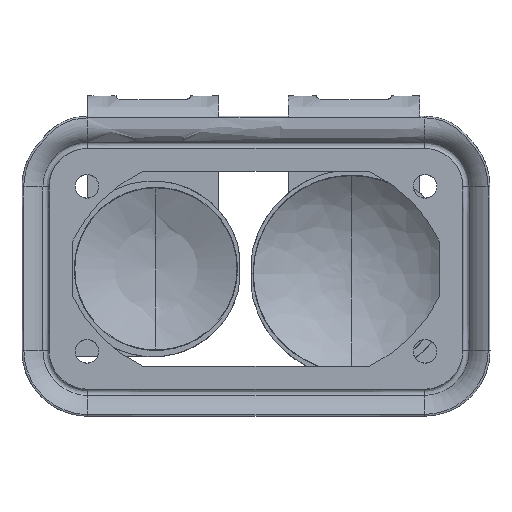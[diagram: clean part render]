
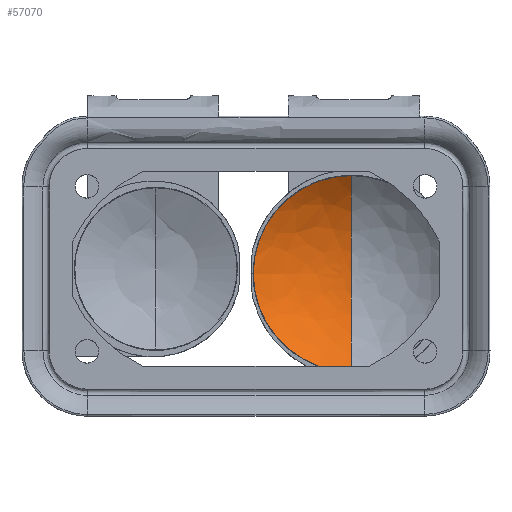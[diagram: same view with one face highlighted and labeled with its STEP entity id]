
A CAD part, top view. The second image highlights one B-rep face of the part: STEP entity #57070.
In plain terms, the highlighted free-form (B-spline) face has degree [3, 3] with [4, 4] control points.
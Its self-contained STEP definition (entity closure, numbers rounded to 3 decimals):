
#20386=CARTESIAN_POINT('',(14.1,-1.577,7.424));
#20387=DIRECTION('',(1.,0.,0.));
#20388=DIRECTION('',(0.,-0.639,-0.77));
#20389=AXIS2_PLACEMENT_3D('',#20386,#20387,#20388);
#20391=CARTESIAN_POINT('',(14.1,-0.7,-8.995));
#20392=DIRECTION('',(0.,0.,-1.));
#20393=DIRECTION('',(0.,-1.,0.));
#20394=AXIS2_PLACEMENT_3D('',#20391,#20392,#20393);
#20396=CARTESIAN_POINT('',(14.1,0.177,7.424));
#20397=DIRECTION('',(-1.,0.,0.));
#20398=DIRECTION('',(0.,0.639,-0.77));
#20399=AXIS2_PLACEMENT_3D('',#20396,#20397,#20398);
#24784=CARTESIAN_POINT('',(14.1,-15.2,-8.995));
#24785=CARTESIAN_POINT('',(14.1,-0.7,-13.892));
#24786=VERTEX_POINT('',#24784);
#24787=VERTEX_POINT('',#24785);
#24788=CARTESIAN_POINT('',(14.1,13.8,-8.995));
#24789=VERTEX_POINT('',#24788);
#57046=CARTESIAN_POINT('',(14.1,-0.7,-13.892));
#57047=CARTESIAN_POINT('',(14.1,4.634,-14.112));
#57048=CARTESIAN_POINT('',(14.1,9.692,-12.404));
#57049=CARTESIAN_POINT('',(14.1,13.8,-8.995));
#57050=CARTESIAN_POINT('',(14.1,-0.7,-13.892));
#57051=CARTESIAN_POINT('',(3.432,4.634,
-14.112));
#57052=CARTESIAN_POINT('',(-6.683,9.692,
-12.404));
#57053=CARTESIAN_POINT('',(-14.9,13.8,
-8.995));
#57054=CARTESIAN_POINT('',(14.1,-0.7,-13.892));
#57055=CARTESIAN_POINT('',(3.432,-6.034,
-14.112));
#57056=CARTESIAN_POINT('',(-6.683,-11.092,
-12.404));
#57057=CARTESIAN_POINT('',(-14.9,-15.2,
-8.995));
#57058=CARTESIAN_POINT('',(14.1,-0.7,-13.892));
#57059=CARTESIAN_POINT('',(14.1,-6.034,-14.112));
#57060=CARTESIAN_POINT('',(14.1,-11.092,-12.404));
#57061=CARTESIAN_POINT('',(14.1,-15.2,-8.995));
#57062=(BOUNDED_SURFACE()B_SPLINE_SURFACE(3,3,((#57046,#57047,#57048,#57049),(
#57050,#57051,#57052,#57053),(#57054,#57055,#57056,#57057),(#57058,#57059,
#57060,#57061)),.UNSPECIFIED.,.F.,.F.,.F.)B_SPLINE_SURFACE_WITH_KNOTS((4,4),(4,
4),(0.,1.),(0.,1.),.UNSPECIFIED.)GEOMETRIC_REPRESENTATION_ITEM()RATIONAL_B_SPLINE_SURFACE(((2.069,1.977,1.977,
2.069),(0.69,0.659,0.659,
0.69),(0.69,0.659,0.659,
0.69),(2.069,1.977,1.977,
2.069)))REPRESENTATION_ITEM('')SURFACE());
#57064=ORIENTED_EDGE('',*,*,#57063,.F.);
#57065=ORIENTED_EDGE('',*,*,#57039,.T.);
#57067=ORIENTED_EDGE('',*,*,#57066,.T.);
#57068=EDGE_LOOP('',(#57064,#57065,#57067));
#57069=FACE_OUTER_BOUND('',#57068,.F.);
#20390=CIRCLE('',#20389,21.334);
#20395=CIRCLE('',#20394,14.5);
#20400=CIRCLE('',#20399,21.334);
#57039=EDGE_CURVE('',#24786,#24789,#20395,.T.);
#57063=EDGE_CURVE('',#24786,#24787,#20390,.T.);
#57066=EDGE_CURVE('',#24789,#24787,#20400,.T.);
#57070=ADVANCED_FACE('',(#57069),#57062,.F.);
